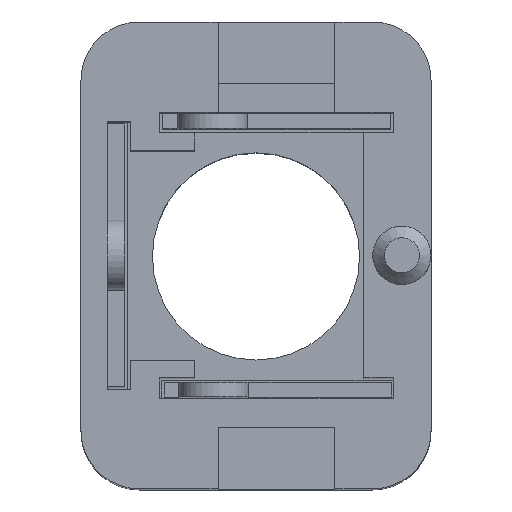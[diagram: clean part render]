
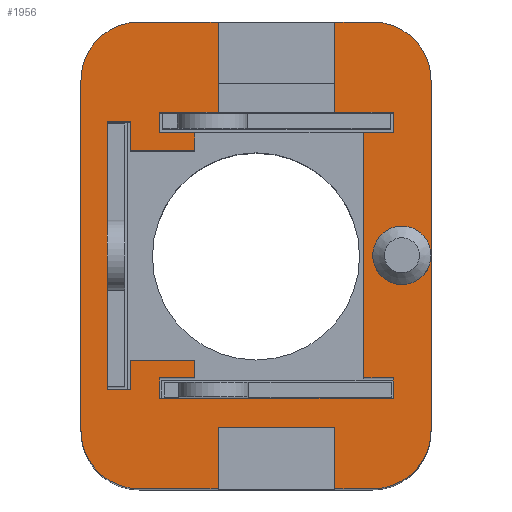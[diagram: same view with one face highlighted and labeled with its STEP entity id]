
A CAD part, top view. The second image highlights one B-rep face of the part: STEP entity #1956.
In plain terms, the highlighted planar face has unit normal (0, 0, 1).
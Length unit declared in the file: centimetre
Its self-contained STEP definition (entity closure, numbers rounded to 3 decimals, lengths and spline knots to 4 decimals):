
#124=CIRCLE('',#2063,0.1);
#125=CIRCLE('',#2064,0.1);
#126=CIRCLE('',#2065,0.1);
#127=CIRCLE('',#2066,0.05);
#128=CIRCLE('',#2067,0.1);
#236=VERTEX_POINT('',#2784);
#237=VERTEX_POINT('',#2786);
#240=VERTEX_POINT('',#2793);
#241=VERTEX_POINT('',#2795);
#244=VERTEX_POINT('',#2802);
#245=VERTEX_POINT('',#2804);
#248=VERTEX_POINT('',#2810);
#249=VERTEX_POINT('',#2811);
#275=VERTEX_POINT('',#2870);
#281=VERTEX_POINT('',#2885);
#282=VERTEX_POINT('',#2886);
#284=VERTEX_POINT('',#2893);
#285=VERTEX_POINT('',#2899);
#286=VERTEX_POINT('',#2901);
#287=VERTEX_POINT('',#2903);
#288=VERTEX_POINT('',#2906);
#289=VERTEX_POINT('',#2908);
#290=VERTEX_POINT('',#2909);
#291=VERTEX_POINT('',#2911);
#292=VERTEX_POINT('',#2913);
#293=VERTEX_POINT('',#2915);
#294=VERTEX_POINT('',#2918);
#295=VERTEX_POINT('',#2919);
#296=VERTEX_POINT('',#2921);
#297=VERTEX_POINT('',#2923);
#298=VERTEX_POINT('',#2924);
#299=VERTEX_POINT('',#2927);
#300=VERTEX_POINT('',#2929);
#301=VERTEX_POINT('',#2931);
#302=VERTEX_POINT('',#2933);
#303=VERTEX_POINT('',#2935);
#304=VERTEX_POINT('',#2938);
#305=VERTEX_POINT('',#2939);
#306=VERTEX_POINT('',#2941);
#307=VERTEX_POINT('',#2943);
#308=VERTEX_POINT('',#2945);
#309=VERTEX_POINT('',#2947);
#460=VECTOR('',#2307,1.);
#464=VECTOR('',#2312,1.);
#468=VECTOR('',#2317,1.);
#498=VECTOR('',#2354,1.);
#505=VECTOR('',#2363,1.);
#510=VECTOR('',#2369,1.);
#512=VECTOR('',#2373,1.);
#513=VECTOR('',#2374,1.);
#514=VECTOR('',#2375,1.);
#515=VECTOR('',#2376,1.);
#516=VECTOR('',#2377,1.);
#517=VECTOR('',#2378,1.);
#518=VECTOR('',#2379,1.);
#519=VECTOR('',#2380,1.);
#520=VECTOR('',#2381,1.);
#521=VECTOR('',#2382,1.);
#522=VECTOR('',#2383,1.);
#523=VECTOR('',#2384,1.);
#524=VECTOR('',#2385,1.);
#525=VECTOR('',#2386,1.);
#526=VECTOR('',#2387,1.);
#527=VECTOR('',#2390,1.);
#528=VECTOR('',#2393,1.);
#529=VECTOR('',#2394,1.);
#530=VECTOR('',#2395,1.);
#531=VECTOR('',#2398,1.);
#696=LINE('',#2785,#460);
#700=LINE('',#2794,#464);
#704=LINE('',#2803,#468);
#734=LINE('',#2869,#498);
#741=LINE('',#2884,#505);
#746=LINE('',#2894,#510);
#748=LINE('',#2898,#512);
#749=LINE('',#2900,#513);
#750=LINE('',#2902,#514);
#751=LINE('',#2904,#515);
#752=LINE('',#2905,#516);
#753=LINE('',#2907,#517);
#754=LINE('',#2910,#518);
#755=LINE('',#2912,#519);
#756=LINE('',#2914,#520);
#757=LINE('',#2916,#521);
#758=LINE('',#2917,#522);
#759=LINE('',#2920,#523);
#760=LINE('',#2922,#524);
#761=LINE('',#2925,#525);
#762=LINE('',#2926,#526);
#763=LINE('',#2930,#527);
#764=LINE('',#2934,#528);
#765=LINE('',#2936,#529);
#766=LINE('',#2937,#530);
#767=LINE('',#2942,#531);
#944=EDGE_CURVE('',#237,#236,#696,.T.);
#949=EDGE_CURVE('',#241,#240,#700,.T.);
#954=EDGE_CURVE('',#245,#244,#704,.T.);
#958=EDGE_CURVE('',#249,#248,#704,.T.);
#992=EDGE_CURVE('',#275,#245,#734,.T.);
#999=EDGE_CURVE('',#281,#282,#741,.T.);
#1004=EDGE_CURVE('',#248,#284,#746,.T.);
#1006=EDGE_CURVE('',#244,#285,#748,.T.);
#1007=EDGE_CURVE('',#285,#286,#749,.T.);
#1008=EDGE_CURVE('',#286,#287,#750,.T.);
#1009=EDGE_CURVE('',#287,#241,#751,.T.);
#1010=EDGE_CURVE('',#240,#288,#752,.T.);
#1011=EDGE_CURVE('',#288,#289,#753,.T.);
#1012=EDGE_CURVE('',#289,#290,#751,.T.);
#1013=EDGE_CURVE('',#290,#291,#754,.T.);
#1014=EDGE_CURVE('',#291,#292,#755,.T.);
#1015=EDGE_CURVE('',#292,#293,#756,.T.);
#1016=EDGE_CURVE('',#293,#237,#757,.T.);
#1017=EDGE_CURVE('',#236,#294,#758,.T.);
#1018=EDGE_CURVE('',#294,#295,#756,.T.);
#1019=EDGE_CURVE('',#295,#296,#759,.T.);
#1020=EDGE_CURVE('',#296,#297,#760,.T.);
#1021=EDGE_CURVE('',#297,#298,#749,.T.);
#1022=EDGE_CURVE('',#298,#249,#761,.T.);
#1023=EDGE_CURVE('',#299,#284,#762,.T.);
#1024=EDGE_CURVE('',#300,#299,#124,.T.);
#1025=EDGE_CURVE('',#301,#300,#763,.T.);
#1026=EDGE_CURVE('',#302,#301,#125,.T.);
#1027=EDGE_CURVE('',#303,#302,#764,.T.);
#1028=EDGE_CURVE('',#303,#281,#765,.T.);
#1029=EDGE_CURVE('',#282,#304,#766,.T.);
#1030=EDGE_CURVE('',#305,#304,#764,.T.);
#1031=EDGE_CURVE('',#306,#305,#126,.T.);
#1032=EDGE_CURVE('',#307,#306,#767,.T.);
#1033=EDGE_CURVE('',#307,#307,#127,.T.);
#1034=EDGE_CURVE('',#308,#307,#767,.T.);
#1035=EDGE_CURVE('',#309,#308,#128,.T.);
#1036=EDGE_CURVE('',#275,#309,#762,.T.);
#1442=ORIENTED_EDGE('',*,*,#992,.T.);
#1443=ORIENTED_EDGE('',*,*,#954,.T.);
#1444=ORIENTED_EDGE('',*,*,#1006,.T.);
#1445=ORIENTED_EDGE('',*,*,#1007,.T.);
#1446=ORIENTED_EDGE('',*,*,#1008,.T.);
#1447=ORIENTED_EDGE('',*,*,#1009,.T.);
#1448=ORIENTED_EDGE('',*,*,#949,.T.);
#1449=ORIENTED_EDGE('',*,*,#1010,.T.);
#1450=ORIENTED_EDGE('',*,*,#1011,.T.);
#1451=ORIENTED_EDGE('',*,*,#1012,.T.);
#1452=ORIENTED_EDGE('',*,*,#1013,.T.);
#1453=ORIENTED_EDGE('',*,*,#1014,.T.);
#1454=ORIENTED_EDGE('',*,*,#1015,.T.);
#1455=ORIENTED_EDGE('',*,*,#1016,.T.);
#1456=ORIENTED_EDGE('',*,*,#944,.T.);
#1457=ORIENTED_EDGE('',*,*,#1017,.T.);
#1458=ORIENTED_EDGE('',*,*,#1018,.T.);
#1459=ORIENTED_EDGE('',*,*,#1019,.T.);
#1460=ORIENTED_EDGE('',*,*,#1020,.T.);
#1461=ORIENTED_EDGE('',*,*,#1021,.T.);
#1462=ORIENTED_EDGE('',*,*,#1022,.T.);
#1463=ORIENTED_EDGE('',*,*,#958,.T.);
#1464=ORIENTED_EDGE('',*,*,#1004,.T.);
#1465=ORIENTED_EDGE('',*,*,#1023,.F.);
#1466=ORIENTED_EDGE('',*,*,#1024,.F.);
#1467=ORIENTED_EDGE('',*,*,#1025,.F.);
#1468=ORIENTED_EDGE('',*,*,#1026,.F.);
#1469=ORIENTED_EDGE('',*,*,#1027,.F.);
#1470=ORIENTED_EDGE('',*,*,#1028,.T.);
#1471=ORIENTED_EDGE('',*,*,#999,.T.);
#1472=ORIENTED_EDGE('',*,*,#1029,.T.);
#1473=ORIENTED_EDGE('',*,*,#1030,.F.);
#1474=ORIENTED_EDGE('',*,*,#1031,.F.);
#1475=ORIENTED_EDGE('',*,*,#1032,.F.);
#1476=ORIENTED_EDGE('',*,*,#1033,.T.);
#1477=ORIENTED_EDGE('',*,*,#1034,.F.);
#1478=ORIENTED_EDGE('',*,*,#1035,.F.);
#1479=ORIENTED_EDGE('',*,*,#1036,.F.);
#1725=EDGE_LOOP('',(#1442,#1443,#1444,#1445,#1446,#1447,#1448,#1449,#1450,
#1451,#1452,#1453,#1454,#1455,#1456,#1457,#1458,#1459,#1460,#1461,#1462,
#1463,#1464,#1465,#1466,#1467,#1468,#1469,#1470,#1471,#1472,#1473,#1474,
#1475,#1476,#1477,#1478,#1479));
#1846=FACE_BOUND('',#1725,.T.);
#1956=ADVANCED_FACE('',(#1846),#3104,.T.);
#2062=AXIS2_PLACEMENT_3D('',#2897,#2372,$);
#2063=AXIS2_PLACEMENT_3D('',#2928,#2388,#2389);
#2064=AXIS2_PLACEMENT_3D('',#2932,#2391,#2392);
#2065=AXIS2_PLACEMENT_3D('',#2940,#2396,#2397);
#2066=AXIS2_PLACEMENT_3D('',#2944,#2399,#2400);
#2067=AXIS2_PLACEMENT_3D('',#2946,#2401,#2402);
#2307=DIRECTION('',(0.,1.,0.));
#2312=DIRECTION('',(0.,-1.,0.));
#2317=DIRECTION('',(1.,0.,0.));
#2354=DIRECTION('',(0.,-1.,0.));
#2363=DIRECTION('',(1.,0.,0.));
#2369=DIRECTION('',(0.,1.,0.));
#2372=DIRECTION('',(0.,0.,1.));
#2373=DIRECTION('',(0.,-1.,0.));
#2374=DIRECTION('',(-1.,0.,0.));
#2375=DIRECTION('',(0.,-1.,0.));
#2376=DIRECTION('',(1.,0.,0.));
#2377=DIRECTION('',(-1.,0.,0.));
#2378=DIRECTION('',(0.,1.,0.));
#2379=DIRECTION('',(0.,1.,0.));
#2380=DIRECTION('',(-1.,0.,0.));
#2381=DIRECTION('',(0.,-1.,0.));
#2382=DIRECTION('',(-1.,0.,0.));
#2383=DIRECTION('',(1.,0.,0.));
#2384=DIRECTION('',(1.,0.,0.));
#2385=DIRECTION('',(0.,1.,0.));
#2386=DIRECTION('',(0.,1.,0.));
#2387=DIRECTION('',(1.,0.,0.));
#2388=DIRECTION('',(0.,0.,-1.));
#2389=DIRECTION('',(-0.071,0.071,0.));
#2390=DIRECTION('',(0.,1.,0.));
#2391=DIRECTION('',(0.,0.,-1.));
#2392=DIRECTION('',(-0.071,-0.071,0.));
#2393=DIRECTION('',(-1.,0.,0.));
#2394=DIRECTION('',(0.,1.,0.));
#2395=DIRECTION('',(0.,-1.,0.));
#2396=DIRECTION('',(0.,0.,-1.));
#2397=DIRECTION('',(0.071,-0.071,0.));
#2398=DIRECTION('',(0.,-1.,0.));
#2399=DIRECTION('',(0.,0.,-1.));
#2400=DIRECTION('',(0.05,0.,0.));
#2401=DIRECTION('',(0.,0.,-1.));
#2402=DIRECTION('',(0.071,0.071,0.));
#2784=CARTESIAN_POINT('',(-0.255,0.23,1.45));
#2785=CARTESIAN_POINT('',(-0.255,0.,1.45));
#2786=CARTESIAN_POINT('',(-0.255,-0.23,1.45));
#2793=CARTESIAN_POINT('',(0.235,-0.245,1.45));
#2794=CARTESIAN_POINT('',(0.235,-0.1138,1.45));
#2795=CARTESIAN_POINT('',(0.235,-0.21,1.45));
#2802=CARTESIAN_POINT('',(0.235,0.245,1.45));
#2803=CARTESIAN_POINT('',(0.0175,0.245,1.45));
#2804=CARTESIAN_POINT('',(0.135,0.245,1.45));
#2810=CARTESIAN_POINT('',(-0.065,0.245,1.45));
#2811=CARTESIAN_POINT('',(-0.165,0.245,1.45));
#2869=CARTESIAN_POINT('',(0.135,0.1613,1.45));
#2870=CARTESIAN_POINT('',(0.135,0.4,1.45));
#2884=CARTESIAN_POINT('',(-0.065,-0.295,1.45));
#2885=CARTESIAN_POINT('',(-0.065,-0.295,1.45));
#2886=CARTESIAN_POINT('',(0.135,-0.295,1.45));
#2893=CARTESIAN_POINT('',(-0.065,0.4,1.45));
#2894=CARTESIAN_POINT('',(-0.065,0.1613,1.45));
#2897=CARTESIAN_POINT('',(0.,0.,1.45));
#2898=CARTESIAN_POINT('',(0.235,0.1138,1.45));
#2899=CARTESIAN_POINT('',(0.235,0.21,1.45));
#2900=CARTESIAN_POINT('',(0.0175,0.21,1.45));
#2901=CARTESIAN_POINT('',(0.185,0.21,1.45));
#2902=CARTESIAN_POINT('',(0.185,0.,1.45));
#2903=CARTESIAN_POINT('',(0.185,-0.21,1.45));
#2904=CARTESIAN_POINT('',(0.0175,-0.21,1.45));
#2905=CARTESIAN_POINT('',(0.0175,-0.245,1.45));
#2906=CARTESIAN_POINT('',(-0.165,-0.245,1.45));
#2907=CARTESIAN_POINT('',(-0.165,-0.1138,1.45));
#2908=CARTESIAN_POINT('',(-0.165,-0.21,1.45));
#2909=CARTESIAN_POINT('',(-0.105,-0.21,1.45));
#2910=CARTESIAN_POINT('',(-0.105,-0.0975,1.45));
#2911=CARTESIAN_POINT('',(-0.105,-0.18,1.45));
#2912=CARTESIAN_POINT('',(-0.08,-0.18,1.45));
#2913=CARTESIAN_POINT('',(-0.215,-0.18,1.45));
#2914=CARTESIAN_POINT('',(-0.215,0.,1.45));
#2915=CARTESIAN_POINT('',(-0.215,-0.23,1.45));
#2916=CARTESIAN_POINT('',(-0.1175,-0.23,1.45));
#2917=CARTESIAN_POINT('',(-0.1175,0.23,1.45));
#2918=CARTESIAN_POINT('',(-0.215,0.23,1.45));
#2919=CARTESIAN_POINT('',(-0.215,0.18,1.45));
#2920=CARTESIAN_POINT('',(-0.08,0.18,1.45));
#2921=CARTESIAN_POINT('',(-0.105,0.18,1.45));
#2922=CARTESIAN_POINT('',(-0.105,0.0975,1.45));
#2923=CARTESIAN_POINT('',(-0.105,0.21,1.45));
#2924=CARTESIAN_POINT('',(-0.165,0.21,1.45));
#2925=CARTESIAN_POINT('',(-0.165,0.1138,1.45));
#2926=CARTESIAN_POINT('',(0.3,0.4,1.45));
#2927=CARTESIAN_POINT('',(-0.2,0.4,1.45));
#2928=CARTESIAN_POINT('',(-0.2,0.3,1.45));
#2929=CARTESIAN_POINT('',(-0.3,0.3,1.45));
#2930=CARTESIAN_POINT('',(-0.3,0.4,1.45));
#2931=CARTESIAN_POINT('',(-0.3,-0.3,1.45));
#2932=CARTESIAN_POINT('',(-0.2,-0.3,1.45));
#2933=CARTESIAN_POINT('',(-0.2,-0.4,1.45));
#2934=CARTESIAN_POINT('',(-0.3,-0.4,1.45));
#2935=CARTESIAN_POINT('',(-0.065,-0.4,1.45));
#2936=CARTESIAN_POINT('',(-0.065,-0.1613,1.45));
#2937=CARTESIAN_POINT('',(0.135,-0.1613,1.45));
#2938=CARTESIAN_POINT('',(0.135,-0.4,1.45));
#2939=CARTESIAN_POINT('',(0.2,-0.4,1.45));
#2940=CARTESIAN_POINT('',(0.2,-0.3,1.45));
#2941=CARTESIAN_POINT('',(0.3,-0.3,1.45));
#2942=CARTESIAN_POINT('',(0.3,-0.4,1.45));
#2943=CARTESIAN_POINT('',(0.3,0.,1.45));
#2944=CARTESIAN_POINT('',(0.25,0.,1.45));
#2945=CARTESIAN_POINT('',(0.3,0.3,1.45));
#2946=CARTESIAN_POINT('',(0.2,0.3,1.45));
#2947=CARTESIAN_POINT('',(0.2,0.4,1.45));
#3104=PLANE('',#2062);
